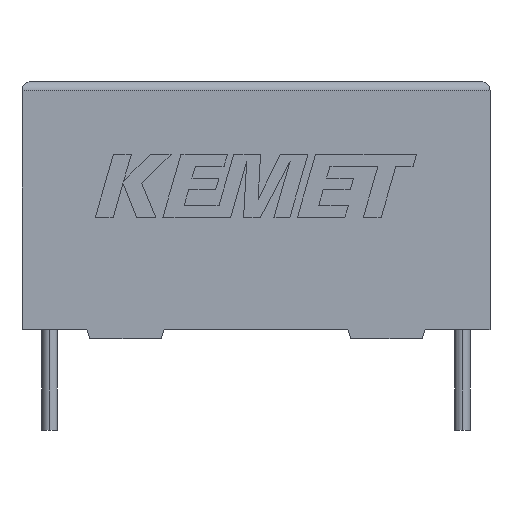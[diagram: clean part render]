
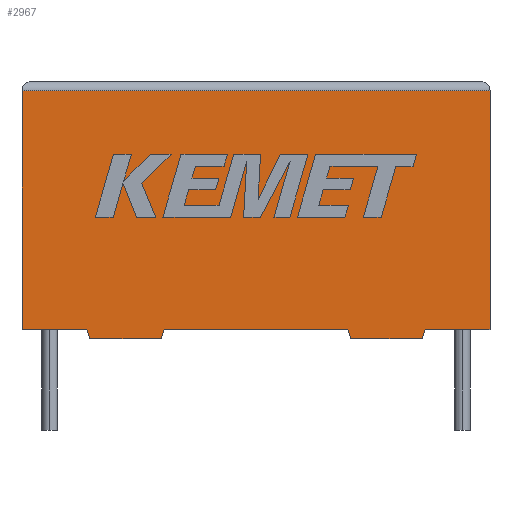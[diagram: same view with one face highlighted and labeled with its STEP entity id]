
A CAD part, top view. The second image highlights one B-rep face of the part: STEP entity #2967.
In plain terms, the highlighted planar face has unit normal (0, 0, 1).
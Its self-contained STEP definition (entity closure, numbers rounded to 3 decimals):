
#13 = ORIENTED_EDGE ( 'NONE', *, *, #2851, .T. ) ;
#45 = LINE ( 'NONE', #1045, #294 ) ;
#51 = CARTESIAN_POINT ( 'NONE',  ( 0., 0., 6. ) ) ;
#88 = LINE ( 'NONE', #2370, #328 ) ;
#96 = EDGE_CURVE ( 'NONE', #1715, #3063, #317, .T. ) ;
#114 = VERTEX_POINT ( 'NONE', #3144 ) ;
#122 = LINE ( 'NONE', #1139, #2453 ) ;
#146 = EDGE_CURVE ( 'NONE', #1197, #2785, #2422, .T. ) ;
#165 = CARTESIAN_POINT ( 'NONE',  ( 3.54, 0., 6. ) ) ;
#169 = DIRECTION ( 'NONE',  ( -1., 0., 0. ) ) ;
#184 = EDGE_CURVE ( 'NONE', #567, #2186, #975, .T. ) ;
#193 = VECTOR ( 'NONE', #1669, 1000. ) ;
#271 = ORIENTED_EDGE ( 'NONE', *, *, #996, .F. ) ;
#294 = VECTOR ( 'NONE', #2049, 1000. ) ;
#314 = ORIENTED_EDGE ( 'NONE', *, *, #146, .T. ) ;
#317 = LINE ( 'NONE', #2865, #1594 ) ;
#319 = EDGE_CURVE ( 'NONE', #114, #1715, #45, .T. ) ;
#328 = VECTOR ( 'NONE', #1056, 1000. ) ;
#329 = VERTEX_POINT ( 'NONE', #865 ) ;
#330 = CARTESIAN_POINT ( 'NONE',  ( 7.741, 0., 6. ) ) ;
#339 = DIRECTION ( 'NONE',  ( -0.287, 0.958, 0. ) ) ;
#430 = LINE ( 'NONE', #165, #2497 ) ;
#461 = ORIENTED_EDGE ( 'NONE', *, *, #1951, .T. ) ;
#545 = LINE ( 'NONE', #1049, #3031 ) ;
#553 = ORIENTED_EDGE ( 'NONE', *, *, #3077, .T. ) ;
#556 = VECTOR ( 'NONE', #1263, 1000. ) ;
#567 = VERTEX_POINT ( 'NONE', #601 ) ;
#577 = FACE_OUTER_BOUND ( 'NONE', #1270, .T. ) ;
#601 = CARTESIAN_POINT ( 'NONE',  ( 21.96, 0., 6. ) ) ;
#633 = ORIENTED_EDGE ( 'NONE', *, *, #96, .T. ) ;
#639 = EDGE_CURVE ( 'NONE', #329, #1079, #88, .T. ) ;
#668 = CARTESIAN_POINT ( 'NONE',  ( 17.909, -0.5, 6. ) ) ;
#689 = CARTESIAN_POINT ( 'NONE',  ( 25.5, 0., 6. ) ) ;
#751 = CARTESIAN_POINT ( 'NONE',  ( 0., 0., 6. ) ) ;
#814 = DIRECTION ( 'NONE',  ( 0., 1., 0. ) ) ;
#836 = CARTESIAN_POINT ( 'NONE',  ( 0., 0., 6. ) ) ;
#847 = DIRECTION ( 'NONE',  ( 1., 0., 0. ) ) ;
#865 = CARTESIAN_POINT ( 'NONE',  ( 21.81, -0.5, 6. ) ) ;
#975 = LINE ( 'NONE', #2437, #193 ) ;
#996 = EDGE_CURVE ( 'NONE', #1079, #3063, #2056, .T. ) ;
#1045 = CARTESIAN_POINT ( 'NONE',  ( 7.591, -0.5, 6. ) ) ;
#1049 = CARTESIAN_POINT ( 'NONE',  ( 25.5, 0., 6. ) ) ;
#1054 = LINE ( 'NONE', #2753, #2024 ) ;
#1056 = DIRECTION ( 'NONE',  ( -1., 0., 0. ) ) ;
#1079 = VERTEX_POINT ( 'NONE', #668 ) ;
#1116 = CARTESIAN_POINT ( 'NONE',  ( 17.909, -0.5, 6. ) ) ;
#1139 = CARTESIAN_POINT ( 'NONE',  ( 0., 0., 6. ) ) ;
#1197 = VERTEX_POINT ( 'NONE', #2616 ) ;
#1263 = DIRECTION ( 'NONE',  ( 0., -1., 0. ) ) ;
#1270 = EDGE_LOOP ( 'NONE', ( #13, #314, #553, #1943, #2582, #461, #2516, #633, #271, #3241, #2379, #1716 ) ) ;
#1296 = CARTESIAN_POINT ( 'NONE',  ( 17.759, 0., 6. ) ) ;
#1306 = CARTESIAN_POINT ( 'NONE',  ( 0., 13., 6. ) ) ;
#1337 = VECTOR ( 'NONE', #2204, 1000. ) ;
#1400 = CARTESIAN_POINT ( 'NONE',  ( 0., 13., 6. ) ) ;
#1426 = DIRECTION ( 'NONE',  ( 0.287, -0.958, 0. ) ) ;
#1429 = CARTESIAN_POINT ( 'NONE',  ( 3.54, 0., 6. ) ) ;
#1485 = DIRECTION ( 'NONE',  ( 1., 0., 0. ) ) ;
#1524 = VERTEX_POINT ( 'NONE', #1429 ) ;
#1525 = PLANE ( 'NONE',  #2561 ) ;
#1594 = VECTOR ( 'NONE', #2847, 1000. ) ;
#1663 = EDGE_CURVE ( 'NONE', #2270, #1524, #122, .T. ) ;
#1669 = DIRECTION ( 'NONE',  ( 1., 0., 0. ) ) ;
#1688 = LINE ( 'NONE', #2887, #1337 ) ;
#1715 = VERTEX_POINT ( 'NONE', #330 ) ;
#1716 = ORIENTED_EDGE ( 'NONE', *, *, #184, .T. ) ;
#1810 = DIRECTION ( 'NONE',  ( -1., 0., 0. ) ) ;
#1844 = VERTEX_POINT ( 'NONE', #2481 ) ;
#1943 = ORIENTED_EDGE ( 'NONE', *, *, #1663, .T. ) ;
#1951 = EDGE_CURVE ( 'NONE', #1844, #114, #1054, .T. ) ;
#1976 = VECTOR ( 'NONE', #169, 1000. ) ;
#2001 = LINE ( 'NONE', #751, #556 ) ;
#2024 = VECTOR ( 'NONE', #1485, 1000. ) ;
#2049 = DIRECTION ( 'NONE',  ( 0.287, 0.958, 0. ) ) ;
#2056 = LINE ( 'NONE', #1116, #2774 ) ;
#2186 = VERTEX_POINT ( 'NONE', #689 ) ;
#2204 = DIRECTION ( 'NONE',  ( -0.287, -0.958, 0. ) ) ;
#2270 = VERTEX_POINT ( 'NONE', #51 ) ;
#2370 = CARTESIAN_POINT ( 'NONE',  ( 21.81, -0.5, 6. ) ) ;
#2379 = ORIENTED_EDGE ( 'NONE', *, *, #2544, .F. ) ;
#2422 = LINE ( 'NONE', #1400, #1976 ) ;
#2437 = CARTESIAN_POINT ( 'NONE',  ( 0., 0., 6. ) ) ;
#2453 = VECTOR ( 'NONE', #847, 1000. ) ;
#2481 = CARTESIAN_POINT ( 'NONE',  ( 3.69, -0.5, 6. ) ) ;
#2497 = VECTOR ( 'NONE', #1426, 1000. ) ;
#2516 = ORIENTED_EDGE ( 'NONE', *, *, #319, .T. ) ;
#2544 = EDGE_CURVE ( 'NONE', #567, #329, #1688, .T. ) ;
#2560 = DIRECTION ( 'NONE',  ( 0., 0., -1. ) ) ;
#2561 = AXIS2_PLACEMENT_3D ( 'NONE', #836, #2560, #1810 ) ;
#2582 = ORIENTED_EDGE ( 'NONE', *, *, #2906, .T. ) ;
#2616 = CARTESIAN_POINT ( 'NONE',  ( 25.5, 13., 6. ) ) ;
#2753 = CARTESIAN_POINT ( 'NONE',  ( 3.69, -0.5, 6. ) ) ;
#2774 = VECTOR ( 'NONE', #339, 1000. ) ;
#2785 = VERTEX_POINT ( 'NONE', #1306 ) ;
#2847 = DIRECTION ( 'NONE',  ( 1., 0., 0. ) ) ;
#2851 = EDGE_CURVE ( 'NONE', #2186, #1197, #545, .T. ) ;
#2865 = CARTESIAN_POINT ( 'NONE',  ( 0., 0., 6. ) ) ;
#2887 = CARTESIAN_POINT ( 'NONE',  ( 21.96, 0., 6. ) ) ;
#2906 = EDGE_CURVE ( 'NONE', #1524, #1844, #430, .T. ) ;
#2967 = ADVANCED_FACE ( 'NONE', ( #577 ), #1525, .F. ) ;
#3031 = VECTOR ( 'NONE', #814, 1000. ) ;
#3063 = VERTEX_POINT ( 'NONE', #1296 ) ;
#3077 = EDGE_CURVE ( 'NONE', #2785, #2270, #2001, .T. ) ;
#3144 = CARTESIAN_POINT ( 'NONE',  ( 7.591, -0.5, 6. ) ) ;
#3241 = ORIENTED_EDGE ( 'NONE', *, *, #639, .F. ) ;
